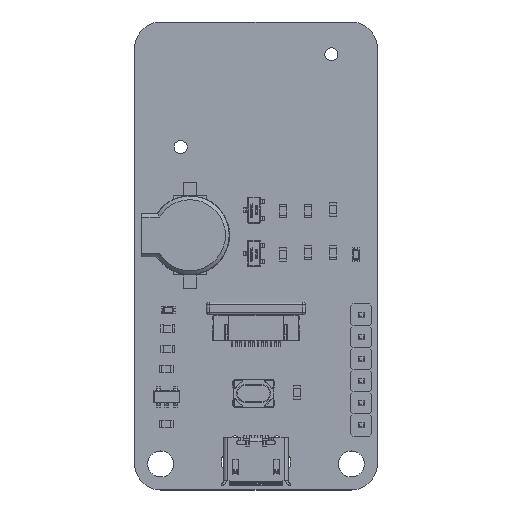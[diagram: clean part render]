
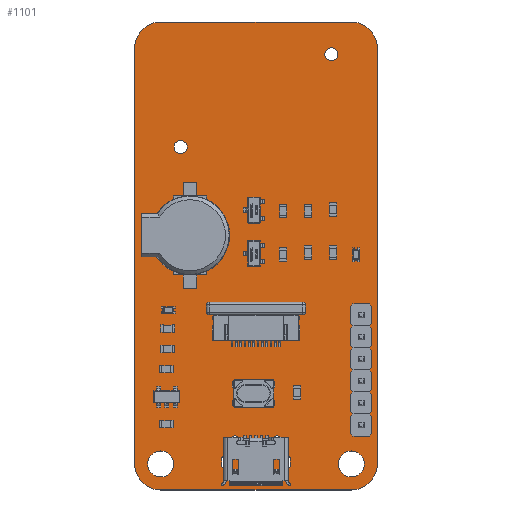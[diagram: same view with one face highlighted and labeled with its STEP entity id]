
A CAD part, top view. The second image highlights one B-rep face of the part: STEP entity #1101.
In plain terms, the highlighted planar face has unit normal (0, 0, 1).
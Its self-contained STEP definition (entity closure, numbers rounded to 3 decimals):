
#136 = VERTEX_POINT('',#137);
#137 = CARTESIAN_POINT('',(-3.,0.,0.411));
#143 = EDGE_CURVE('',#136,#144,#146,.T.);
#144 = VERTEX_POINT('',#145);
#145 = CARTESIAN_POINT('',(-3.,48.,0.411));
#146 = LINE('',#147,#148);
#147 = CARTESIAN_POINT('',(-3.,0.,0.411));
#148 = VECTOR('',#149,1.);
#149 = DIRECTION('',(0.,1.,0.));
#174 = EDGE_CURVE('',#144,#175,#177,.T.);
#175 = VERTEX_POINT('',#176);
#176 = CARTESIAN_POINT('',(0.,51.,0.411));
#177 = CIRCLE('',#178,3.001);
#178 = AXIS2_PLACEMENT_3D('',#179,#180,#181);
#179 = CARTESIAN_POINT('',(0.001,47.999,0.411)
  );
#180 = DIRECTION('',(0.,0.,-1.));
#181 = DIRECTION('',(-1.,0.,0.));
#207 = EDGE_CURVE('',#175,#208,#210,.T.);
#208 = VERTEX_POINT('',#209);
#209 = CARTESIAN_POINT('',(22.,51.,0.411));
#210 = LINE('',#211,#212);
#211 = CARTESIAN_POINT('',(0.,51.,0.411));
#212 = VECTOR('',#213,1.);
#213 = DIRECTION('',(1.,0.,0.));
#238 = EDGE_CURVE('',#208,#239,#241,.T.);
#239 = VERTEX_POINT('',#240);
#240 = CARTESIAN_POINT('',(25.,48.,0.411));
#241 = CIRCLE('',#242,3.001);
#242 = AXIS2_PLACEMENT_3D('',#243,#244,#245);
#243 = CARTESIAN_POINT('',(21.999,47.999,0.411));
#244 = DIRECTION('',(0.,0.,-1.));
#245 = DIRECTION('',(0.,1.,0.));
#271 = EDGE_CURVE('',#239,#272,#274,.T.);
#272 = VERTEX_POINT('',#273);
#273 = CARTESIAN_POINT('',(25.,0.,0.411));
#274 = LINE('',#275,#276);
#275 = CARTESIAN_POINT('',(25.,48.,0.411));
#276 = VECTOR('',#277,1.);
#277 = DIRECTION('',(0.,-1.,0.));
#302 = EDGE_CURVE('',#272,#303,#305,.T.);
#303 = VERTEX_POINT('',#304);
#304 = CARTESIAN_POINT('',(22.,-3.,0.411));
#305 = CIRCLE('',#306,3.001);
#306 = AXIS2_PLACEMENT_3D('',#307,#308,#309);
#307 = CARTESIAN_POINT('',(21.999,0.001,0.411)
  );
#308 = DIRECTION('',(0.,0.,-1.));
#309 = DIRECTION('',(1.,0.,0.));
#335 = EDGE_CURVE('',#303,#336,#338,.T.);
#336 = VERTEX_POINT('',#337);
#337 = CARTESIAN_POINT('',(0.,-3.,0.411));
#338 = LINE('',#339,#340);
#339 = CARTESIAN_POINT('',(22.,-3.,0.411));
#340 = VECTOR('',#341,1.);
#341 = DIRECTION('',(-1.,0.,0.));
#366 = EDGE_CURVE('',#336,#136,#367,.T.);
#367 = CIRCLE('',#368,3.001);
#368 = AXIS2_PLACEMENT_3D('',#369,#370,#371);
#369 = CARTESIAN_POINT('',(0.001,0.001,
    0.411));
#370 = DIRECTION('',(0.,0.,-1.));
#371 = DIRECTION('',(0.,-1.,0.));
#392 = VERTEX_POINT('',#393);
#393 = CARTESIAN_POINT('',(1.5,0.,0.411));
#399 = EDGE_CURVE('',#392,#392,#400,.T.);
#400 = CIRCLE('',#401,1.5);
#401 = AXIS2_PLACEMENT_3D('',#402,#403,#404);
#402 = CARTESIAN_POINT('',(0.,0.,0.411));
#403 = DIRECTION('',(0.,0.,1.));
#404 = DIRECTION('',(1.,0.,0.));
#425 = VERTEX_POINT('',#426);
#426 = CARTESIAN_POINT('',(14.25,-0.175,0.411));
#432 = EDGE_CURVE('',#425,#433,#435,.T.);
#433 = VERTEX_POINT('',#434);
#434 = CARTESIAN_POINT('',(14.95,-0.175,0.411));
#435 = CIRCLE('',#436,0.35);
#436 = AXIS2_PLACEMENT_3D('',#437,#438,#439);
#437 = CARTESIAN_POINT('',(14.6,-0.175,0.411));
#438 = DIRECTION('',(0.,0.,1.));
#439 = DIRECTION('',(-1.,0.,0.));
#467 = VERTEX_POINT('',#468);
#468 = CARTESIAN_POINT('',(14.25,0.625,0.411));
#474 = EDGE_CURVE('',#467,#425,#475,.T.);
#475 = LINE('',#476,#477);
#476 = CARTESIAN_POINT('',(14.25,0.625,0.411));
#477 = VECTOR('',#478,1.);
#478 = DIRECTION('',(0.,-1.,0.));
#498 = VERTEX_POINT('',#499);
#499 = CARTESIAN_POINT('',(14.95,0.625,0.411));
#505 = EDGE_CURVE('',#498,#467,#506,.T.);
#506 = CIRCLE('',#507,0.35);
#507 = AXIS2_PLACEMENT_3D('',#508,#509,#510);
#508 = CARTESIAN_POINT('',(14.6,0.625,0.411));
#509 = DIRECTION('',(0.,0.,1.));
#510 = DIRECTION('',(1.,0.,0.));
#529 = EDGE_CURVE('',#433,#498,#530,.T.);
#530 = LINE('',#531,#532);
#531 = CARTESIAN_POINT('',(14.95,-0.175,0.411));
#532 = VECTOR('',#533,1.);
#533 = DIRECTION('',(0.,1.,0.));
#553 = VERTEX_POINT('',#554);
#554 = CARTESIAN_POINT('',(7.05,-0.175,0.411));
#560 = EDGE_CURVE('',#553,#561,#563,.T.);
#561 = VERTEX_POINT('',#562);
#562 = CARTESIAN_POINT('',(7.75,-0.175,0.411));
#563 = CIRCLE('',#564,0.35);
#564 = AXIS2_PLACEMENT_3D('',#565,#566,#567);
#565 = CARTESIAN_POINT('',(7.4,-0.175,0.411));
#566 = DIRECTION('',(0.,0.,1.));
#567 = DIRECTION('',(-1.,0.,0.));
#595 = VERTEX_POINT('',#596);
#596 = CARTESIAN_POINT('',(7.05,0.625,0.411));
#602 = EDGE_CURVE('',#595,#553,#603,.T.);
#603 = LINE('',#604,#605);
#604 = CARTESIAN_POINT('',(7.05,0.625,0.411));
#605 = VECTOR('',#606,1.);
#606 = DIRECTION('',(0.,-1.,0.));
#626 = VERTEX_POINT('',#627);
#627 = CARTESIAN_POINT('',(7.75,0.625,0.411));
#633 = EDGE_CURVE('',#626,#595,#634,.T.);
#634 = CIRCLE('',#635,0.35);
#635 = AXIS2_PLACEMENT_3D('',#636,#637,#638);
#636 = CARTESIAN_POINT('',(7.4,0.625,0.411));
#637 = DIRECTION('',(0.,0.,1.));
#638 = DIRECTION('',(1.,0.,0.));
#657 = EDGE_CURVE('',#561,#626,#658,.T.);
#658 = LINE('',#659,#660);
#659 = CARTESIAN_POINT('',(7.75,-0.175,0.411));
#660 = VECTOR('',#661,1.);
#661 = DIRECTION('',(0.,1.,0.));
#681 = VERTEX_POINT('',#682);
#682 = CARTESIAN_POINT('',(8.925,2.895,0.411));
#688 = EDGE_CURVE('',#681,#681,#689,.T.);
#689 = CIRCLE('',#690,0.35);
#690 = AXIS2_PLACEMENT_3D('',#691,#692,#693);
#691 = CARTESIAN_POINT('',(8.575,2.895,0.411));
#692 = DIRECTION('',(0.,0.,1.));
#693 = DIRECTION('',(1.,0.,0.));
#714 = VERTEX_POINT('',#715);
#715 = CARTESIAN_POINT('',(3.05,36.57,0.411));
#721 = EDGE_CURVE('',#714,#714,#722,.T.);
#722 = CIRCLE('',#723,0.75);
#723 = AXIS2_PLACEMENT_3D('',#724,#725,#726);
#724 = CARTESIAN_POINT('',(2.3,36.57,0.411));
#725 = DIRECTION('',(0.,0.,1.));
#726 = DIRECTION('',(1.,0.,0.));
#747 = VERTEX_POINT('',#748);
#748 = CARTESIAN_POINT('',(13.775,2.895,0.411));
#754 = EDGE_CURVE('',#747,#747,#755,.T.);
#755 = CIRCLE('',#756,0.35);
#756 = AXIS2_PLACEMENT_3D('',#757,#758,#759);
#757 = CARTESIAN_POINT('',(13.425,2.895,0.411));
#758 = DIRECTION('',(0.,0.,1.));
#759 = DIRECTION('',(1.,0.,0.));
#780 = VERTEX_POINT('',#781);
#781 = CARTESIAN_POINT('',(20.45,47.27,0.411));
#787 = EDGE_CURVE('',#780,#780,#788,.T.);
#788 = CIRCLE('',#789,0.75);
#789 = AXIS2_PLACEMENT_3D('',#790,#791,#792);
#790 = CARTESIAN_POINT('',(19.7,47.27,0.411));
#791 = DIRECTION('',(0.,0.,1.));
#792 = DIRECTION('',(1.,0.,0.));
#813 = VERTEX_POINT('',#814);
#814 = CARTESIAN_POINT('',(23.5,0.,0.411));
#820 = EDGE_CURVE('',#813,#813,#821,.T.);
#821 = CIRCLE('',#822,1.5);
#822 = AXIS2_PLACEMENT_3D('',#823,#824,#825);
#823 = CARTESIAN_POINT('',(22.,0.,0.411));
#824 = DIRECTION('',(0.,0.,1.));
#825 = DIRECTION('',(1.,0.,0.));
#846 = VERTEX_POINT('',#847);
#847 = CARTESIAN_POINT('',(23.648,4.473,0.411));
#853 = EDGE_CURVE('',#846,#846,#854,.T.);
#854 = CIRCLE('',#855,0.508);
#855 = AXIS2_PLACEMENT_3D('',#856,#857,#858);
#856 = CARTESIAN_POINT('',(23.14,4.473,0.411));
#857 = DIRECTION('',(0.,0.,1.));
#858 = DIRECTION('',(1.,0.,0.));
#879 = VERTEX_POINT('',#880);
#880 = CARTESIAN_POINT('',(23.648,7.013,0.411));
#886 = EDGE_CURVE('',#879,#879,#887,.T.);
#887 = CIRCLE('',#888,0.508);
#888 = AXIS2_PLACEMENT_3D('',#889,#890,#891);
#889 = CARTESIAN_POINT('',(23.14,7.013,0.411));
#890 = DIRECTION('',(0.,0.,1.));
#891 = DIRECTION('',(1.,0.,0.));
#912 = VERTEX_POINT('',#913);
#913 = CARTESIAN_POINT('',(23.648,14.633,0.411));
#919 = EDGE_CURVE('',#912,#912,#920,.T.);
#920 = CIRCLE('',#921,0.508);
#921 = AXIS2_PLACEMENT_3D('',#922,#923,#924);
#922 = CARTESIAN_POINT('',(23.14,14.633,0.411));
#923 = DIRECTION('',(0.,0.,1.));
#924 = DIRECTION('',(1.,0.,0.));
#945 = VERTEX_POINT('',#946);
#946 = CARTESIAN_POINT('',(23.648,17.173,0.411));
#952 = EDGE_CURVE('',#945,#945,#953,.T.);
#953 = CIRCLE('',#954,0.508);
#954 = AXIS2_PLACEMENT_3D('',#955,#956,#957);
#955 = CARTESIAN_POINT('',(23.14,17.173,0.411));
#956 = DIRECTION('',(0.,0.,1.));
#957 = DIRECTION('',(1.,0.,0.));
#978 = VERTEX_POINT('',#979);
#979 = CARTESIAN_POINT('',(23.648,9.553,0.411));
#985 = EDGE_CURVE('',#978,#978,#986,.T.);
#986 = CIRCLE('',#987,0.508);
#987 = AXIS2_PLACEMENT_3D('',#988,#989,#990);
#988 = CARTESIAN_POINT('',(23.14,9.553,0.411));
#989 = DIRECTION('',(0.,0.,1.));
#990 = DIRECTION('',(1.,0.,0.));
#1011 = VERTEX_POINT('',#1012);
#1012 = CARTESIAN_POINT('',(23.648,12.093,0.411));
#1018 = EDGE_CURVE('',#1011,#1011,#1019,.T.);
#1019 = CIRCLE('',#1020,0.508);
#1020 = AXIS2_PLACEMENT_3D('',#1021,#1022,#1023);
#1021 = CARTESIAN_POINT('',(23.14,12.093,0.411));
#1022 = DIRECTION('',(0.,0.,1.));
#1023 = DIRECTION('',(1.,0.,0.));
#1101 = ADVANCED_FACE('',(#1102,#1112,#1115,#1121,#1127,#1130,#1133,
    #1136,#1139,#1142,#1145,#1148,#1151,#1154,#1157),#1160,.T.);
#1102 = FACE_BOUND('',#1103,.F.);
#1103 = EDGE_LOOP('',(#1104,#1105,#1106,#1107,#1108,#1109,#1110,#1111));
#1104 = ORIENTED_EDGE('',*,*,#143,.T.);
#1105 = ORIENTED_EDGE('',*,*,#174,.T.);
#1106 = ORIENTED_EDGE('',*,*,#207,.T.);
#1107 = ORIENTED_EDGE('',*,*,#238,.T.);
#1108 = ORIENTED_EDGE('',*,*,#271,.T.);
#1109 = ORIENTED_EDGE('',*,*,#302,.T.);
#1110 = ORIENTED_EDGE('',*,*,#335,.T.);
#1111 = ORIENTED_EDGE('',*,*,#366,.T.);
#1112 = FACE_BOUND('',#1113,.T.);
#1113 = EDGE_LOOP('',(#1114));
#1114 = ORIENTED_EDGE('',*,*,#399,.F.);
#1115 = FACE_BOUND('',#1116,.T.);
#1116 = EDGE_LOOP('',(#1117,#1118,#1119,#1120));
#1117 = ORIENTED_EDGE('',*,*,#432,.F.);
#1118 = ORIENTED_EDGE('',*,*,#474,.F.);
#1119 = ORIENTED_EDGE('',*,*,#505,.F.);
#1120 = ORIENTED_EDGE('',*,*,#529,.F.);
#1121 = FACE_BOUND('',#1122,.T.);
#1122 = EDGE_LOOP('',(#1123,#1124,#1125,#1126));
#1123 = ORIENTED_EDGE('',*,*,#560,.F.);
#1124 = ORIENTED_EDGE('',*,*,#602,.F.);
#1125 = ORIENTED_EDGE('',*,*,#633,.F.);
#1126 = ORIENTED_EDGE('',*,*,#657,.F.);
#1127 = FACE_BOUND('',#1128,.T.);
#1128 = EDGE_LOOP('',(#1129));
#1129 = ORIENTED_EDGE('',*,*,#688,.F.);
#1130 = FACE_BOUND('',#1131,.T.);
#1131 = EDGE_LOOP('',(#1132));
#1132 = ORIENTED_EDGE('',*,*,#721,.F.);
#1133 = FACE_BOUND('',#1134,.T.);
#1134 = EDGE_LOOP('',(#1135));
#1135 = ORIENTED_EDGE('',*,*,#754,.F.);
#1136 = FACE_BOUND('',#1137,.T.);
#1137 = EDGE_LOOP('',(#1138));
#1138 = ORIENTED_EDGE('',*,*,#787,.F.);
#1139 = FACE_BOUND('',#1140,.T.);
#1140 = EDGE_LOOP('',(#1141));
#1141 = ORIENTED_EDGE('',*,*,#820,.F.);
#1142 = FACE_BOUND('',#1143,.T.);
#1143 = EDGE_LOOP('',(#1144));
#1144 = ORIENTED_EDGE('',*,*,#853,.F.);
#1145 = FACE_BOUND('',#1146,.T.);
#1146 = EDGE_LOOP('',(#1147));
#1147 = ORIENTED_EDGE('',*,*,#886,.F.);
#1148 = FACE_BOUND('',#1149,.T.);
#1149 = EDGE_LOOP('',(#1150));
#1150 = ORIENTED_EDGE('',*,*,#919,.F.);
#1151 = FACE_BOUND('',#1152,.T.);
#1152 = EDGE_LOOP('',(#1153));
#1153 = ORIENTED_EDGE('',*,*,#952,.F.);
#1154 = FACE_BOUND('',#1155,.T.);
#1155 = EDGE_LOOP('',(#1156));
#1156 = ORIENTED_EDGE('',*,*,#985,.F.);
#1157 = FACE_BOUND('',#1158,.T.);
#1158 = EDGE_LOOP('',(#1159));
#1159 = ORIENTED_EDGE('',*,*,#1018,.F.);
#1160 = PLANE('',#1161);
#1161 = AXIS2_PLACEMENT_3D('',#1162,#1163,#1164);
#1162 = CARTESIAN_POINT('',(-3.,0.,0.411));
#1163 = DIRECTION('',(0.,0.,1.));
#1164 = DIRECTION('',(1.,0.,0.));
